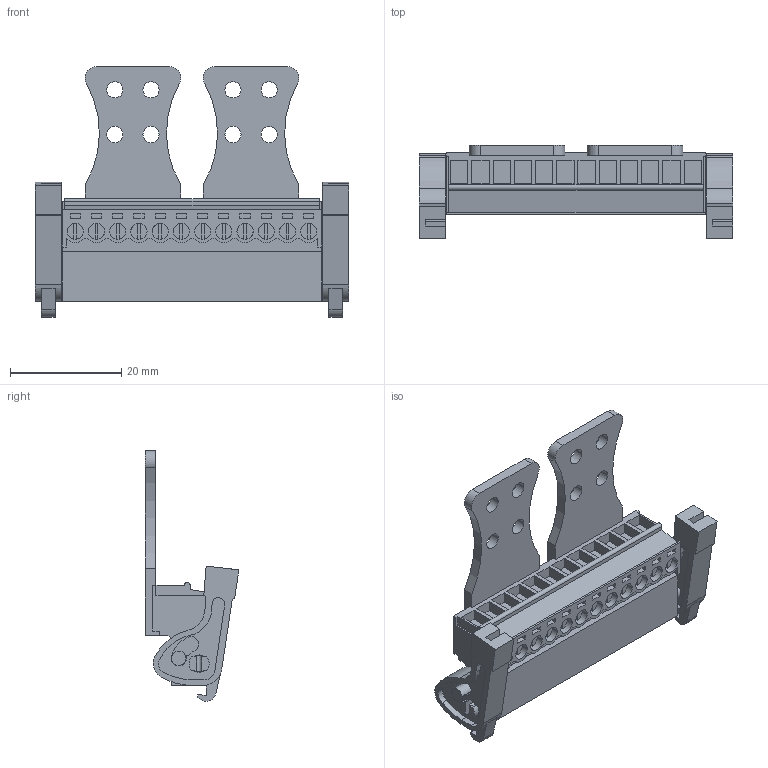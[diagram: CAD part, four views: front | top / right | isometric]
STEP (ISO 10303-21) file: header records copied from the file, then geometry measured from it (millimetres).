
FILE_DESCRIPTION(('CATIA V5 STEP Exchange','CAx-IF Rec.Pracs.--- Model Styling and Organization---1.2---2011-12-15'),'2;1');
FILE_NAME ('D1462295_0', '2018-05-08T13:47:07+00:00', ('none'), ('Weidmueller'), 'CATIA Version 5-6 Release 2014', 'CATIA V5 STEP AP214', 'none');
FILE_SCHEMA(('AUTOMOTIVE_DESIGN { 1 0 10303 214 1 1 1 1 }'));
Length unit declared in the file: millimetre
Products named in the file (1): 2444280000
Bounding box: 56.31 x 16.83 x 44.95 mm (x, y, z)
Volume: 8014.9 mm3; surface area: 10975.5 mm2
Topology: 29 solids, 29 shells, 941 faces, 2461 edges, 1646 vertices
Faces by surface type: plane 740, cylinder 201
Entity records: 27172 total; most frequent: ORIENTED_EDGE 4922, CARTESIAN_POINT 4878, DIRECTION 3438, EDGE_CURVE 2461, VECTOR 1915, LINE 1915, VERTEX_POINT 1646, EDGE_LOOP 1033
